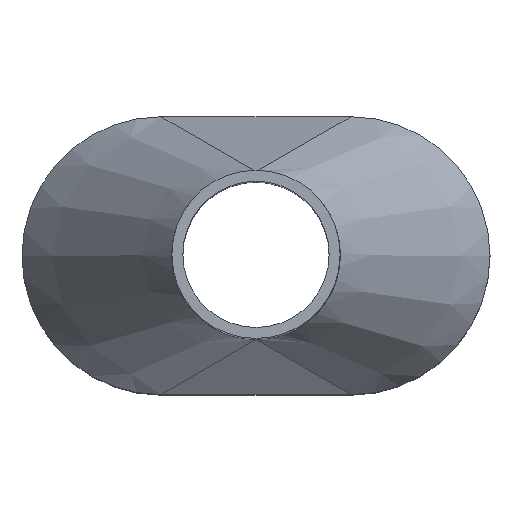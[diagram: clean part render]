
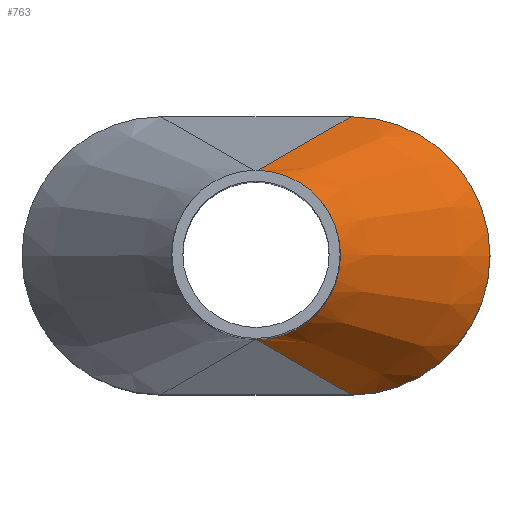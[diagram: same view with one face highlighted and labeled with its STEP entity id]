
A CAD part, top view. The second image highlights one B-rep face of the part: STEP entity #763.
In plain terms, the highlighted free-form (B-spline) face has degree [5, 5] with [6, 9] control points.
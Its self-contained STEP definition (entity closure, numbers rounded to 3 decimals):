
#222=AXIS2_PLACEMENT_3D('Circle Axis2P3D',#220,#221,$) ;
#217=CARTESIAN_POINT('Vertex',(4.5,3.8,4.2)) ;
#220=CARTESIAN_POINT('Axis2P3D Location',(4.5,1.9,4.2)) ;
#224=CARTESIAN_POINT('Vertex',(4.5,0.,4.2)) ;
#567=CARTESIAN_POINT('Vertex',(3.205,3.05,7.)) ;
#570=CARTESIAN_POINT('Line Origine',(3.853,3.425,5.6)) ;
#591=CARTESIAN_POINT('Vertex',(3.205,0.75,7.)) ;
#595=CARTESIAN_POINT('Control Point',(3.205,0.75,7.)) ;
#596=CARTESIAN_POINT('Control Point',(3.352,0.75,7.)) ;
#597=CARTESIAN_POINT('Control Point',(3.498,0.773,7.)) ;
#598=CARTESIAN_POINT('Control Point',(3.64,0.82,7.)) ;
#599=CARTESIAN_POINT('Control Point',(3.904,0.958,7.)) ;
#600=CARTESIAN_POINT('Control Point',(4.113,1.171,7.)) ;
#601=CARTESIAN_POINT('Control Point',(4.199,1.294,7.)) ;
#602=CARTESIAN_POINT('Control Point',(4.329,1.563,7.)) ;
#603=CARTESIAN_POINT('Control Point',(4.369,1.859,7.)) ;
#604=CARTESIAN_POINT('Control Point',(4.364,2.01,7.)) ;
#605=CARTESIAN_POINT('Control Point',(4.307,2.303,7.)) ;
#606=CARTESIAN_POINT('Control Point',(4.161,2.564,7.)) ;
#607=CARTESIAN_POINT('Control Point',(4.068,2.681,7.)) ;
#608=CARTESIAN_POINT('Control Point',(3.858,2.873,7.)) ;
#609=CARTESIAN_POINT('Control Point',(3.601,2.992,7.)) ;
#610=CARTESIAN_POINT('Control Point',(3.471,3.031,7.)) ;
#611=CARTESIAN_POINT('Control Point',(3.338,3.05,7.)) ;
#612=CARTESIAN_POINT('Control Point',(3.205,3.05,7.)) ;
#690=CARTESIAN_POINT('Line Origine',(3.853,0.375,5.6)) ;
#703=CARTESIAN_POINT('Control Point',(3.205,0.75,7.)) ;
#704=CARTESIAN_POINT('Control Point',(3.566,0.75,7.)) ;
#705=CARTESIAN_POINT('Control Point',(3.928,0.891,7.)) ;
#706=CARTESIAN_POINT('Control Point',(4.214,1.177,7.)) ;
#707=CARTESIAN_POINT('Control Point',(4.496,1.9,7.)) ;
#708=CARTESIAN_POINT('Control Point',(4.214,2.623,7.)) ;
#709=CARTESIAN_POINT('Control Point',(3.928,2.909,7.)) ;
#710=CARTESIAN_POINT('Control Point',(3.566,3.05,7.)) ;
#711=CARTESIAN_POINT('Control Point',(3.205,3.05,7.)) ;
#712=CARTESIAN_POINT('Control Point',(3.464,0.6,6.44)) ;
#713=CARTESIAN_POINT('Control Point',(3.872,0.6,6.44)) ;
#714=CARTESIAN_POINT('Control Point',(4.281,0.76,6.44)) ;
#715=CARTESIAN_POINT('Control Point',(4.604,1.083,6.44)) ;
#716=CARTESIAN_POINT('Control Point',(4.924,1.9,6.44)) ;
#717=CARTESIAN_POINT('Control Point',(4.604,2.717,6.44)) ;
#718=CARTESIAN_POINT('Control Point',(4.281,3.04,6.44)) ;
#719=CARTESIAN_POINT('Control Point',(3.872,3.2,6.44)) ;
#720=CARTESIAN_POINT('Control Point',(3.464,3.2,6.44)) ;
#721=CARTESIAN_POINT('Control Point',(3.723,0.45,5.88)) ;
#722=CARTESIAN_POINT('Control Point',(4.179,0.45,5.88)) ;
#723=CARTESIAN_POINT('Control Point',(4.634,0.628,5.88)) ;
#724=CARTESIAN_POINT('Control Point',(4.995,0.989,5.88)) ;
#725=CARTESIAN_POINT('Control Point',(5.351,1.9,5.88)) ;
#726=CARTESIAN_POINT('Control Point',(4.995,2.811,5.88)) ;
#727=CARTESIAN_POINT('Control Point',(4.634,3.172,5.88)) ;
#728=CARTESIAN_POINT('Control Point',(4.179,3.35,5.88)) ;
#729=CARTESIAN_POINT('Control Point',(3.723,3.35,5.88)) ;
#730=CARTESIAN_POINT('Control Point',(3.982,0.3,5.32)) ;
#731=CARTESIAN_POINT('Control Point',(4.485,0.3,5.32)) ;
#732=CARTESIAN_POINT('Control Point',(4.988,0.497,5.32)) ;
#733=CARTESIAN_POINT('Control Point',(5.385,0.895,5.32)) ;
#734=CARTESIAN_POINT('Control Point',(5.779,1.9,5.32)) ;
#735=CARTESIAN_POINT('Control Point',(5.385,2.905,5.32)) ;
#736=CARTESIAN_POINT('Control Point',(4.988,3.303,5.32)) ;
#737=CARTESIAN_POINT('Control Point',(4.485,3.5,5.32)) ;
#738=CARTESIAN_POINT('Control Point',(3.982,3.5,5.32)) ;
#739=CARTESIAN_POINT('Control Point',(4.241,0.15,4.76)) ;
#740=CARTESIAN_POINT('Control Point',(4.791,0.15,4.76)) ;
#741=CARTESIAN_POINT('Control Point',(5.341,0.365,4.76)) ;
#742=CARTESIAN_POINT('Control Point',(5.776,0.8,4.76)) ;
#743=CARTESIAN_POINT('Control Point',(6.206,1.9,4.76)) ;
#744=CARTESIAN_POINT('Control Point',(5.776,3.,4.76)) ;
#745=CARTESIAN_POINT('Control Point',(5.341,3.435,4.76)) ;
#746=CARTESIAN_POINT('Control Point',(4.791,3.65,4.76)) ;
#747=CARTESIAN_POINT('Control Point',(4.241,3.65,4.76)) ;
#748=CARTESIAN_POINT('Control Point',(4.5,0.,4.2)) ;
#749=CARTESIAN_POINT('Control Point',(5.097,0.,4.2)) ;
#750=CARTESIAN_POINT('Control Point',(5.694,0.234,4.2)) ;
#751=CARTESIAN_POINT('Control Point',(6.166,0.706,4.2)) ;
#752=CARTESIAN_POINT('Control Point',(6.634,1.9,4.2)) ;
#753=CARTESIAN_POINT('Control Point',(6.166,3.094,4.2)) ;
#754=CARTESIAN_POINT('Control Point',(5.694,3.566,4.2)) ;
#755=CARTESIAN_POINT('Control Point',(5.097,3.8,4.2)) ;
#756=CARTESIAN_POINT('Control Point',(4.5,3.8,4.2)) ;
#221=DIRECTION('Axis2P3D Direction',(0.,-0.,1.)) ;
#571=DIRECTION('Vector Direction',(0.408,0.236,-0.882)) ;
#691=DIRECTION('Vector Direction',(0.408,-0.236,-0.882)) ;
#572=VECTOR('Line Direction',#571,1.) ;
#692=VECTOR('Line Direction',#691,1.) ;
#758=ORIENTED_EDGE('',*,*,#226,.T.) ;
#759=ORIENTED_EDGE('',*,*,#574,.F.) ;
#760=ORIENTED_EDGE('',*,*,#613,.F.) ;
#761=ORIENTED_EDGE('',*,*,#694,.T.) ;
#763=ADVANCED_FACE('S3D-Kragen',(#762),#702,.T.) ;
#594=B_SPLINE_CURVE_WITH_KNOTS('',5,(#595,#596,#597,#598,#599,#600,#601,#602,#603,#604,#605,#606,#607,#608,#609,#610,#611,#612),.UNSPECIFIED.,.F.,.U.,(6,3,3,3,3,6),(0.,1.037,2.081,3.124,4.168,5.109),.UNSPECIFIED.) ;
#702=B_SPLINE_SURFACE_WITH_KNOTS('',5,5,((#703,#704,#705,#706,#707,#708,#709,#710,#711),(#712,#713,#714,#715,#716,#717,#718,#719,#720),(#721,#722,#723,#724,#725,#726,#727,#728,#729),(#730,#731,#732,#733,#734,#735,#736,#737,#738),(#739,#740,#741,#742,#743,#744,#745,#746,#747),(#748,#749,#750,#751,#752,#753,#754,#755,#756)),.UNSPECIFIED.,.F.,.F.,.U.,(6,6),(6,3,6),(0.,3.313),(3.613,5.419,7.226),.UNSPECIFIED.) ;
#223=CIRCLE('generated circle',#222,1.9) ;
#226=EDGE_CURVE('',#225,#218,#223,.T.) ;
#574=EDGE_CURVE('',#568,#218,#573,.T.) ;
#613=EDGE_CURVE('',#592,#568,#594,.T.) ;
#694=EDGE_CURVE('',#592,#225,#693,.T.) ;
#757=EDGE_LOOP('',(#758,#759,#760,#761)) ;
#762=FACE_OUTER_BOUND('',#757,.T.) ;
#573=LINE('Line',#570,#572) ;
#693=LINE('Line',#690,#692) ;
#218=VERTEX_POINT('',#217) ;
#225=VERTEX_POINT('',#224) ;
#568=VERTEX_POINT('',#567) ;
#592=VERTEX_POINT('',#591) ;
